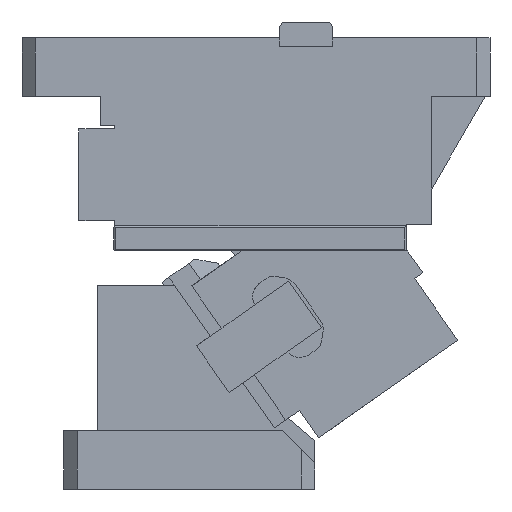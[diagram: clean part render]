
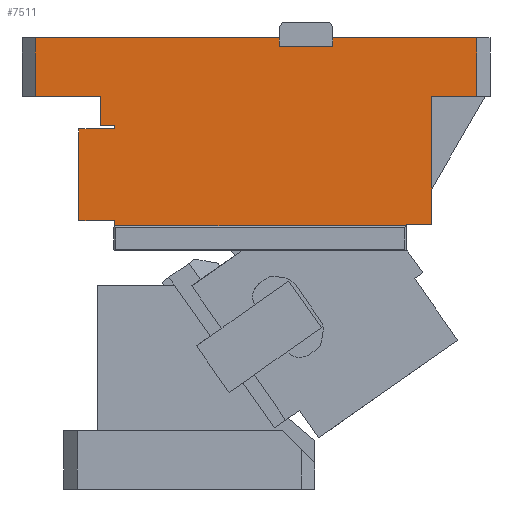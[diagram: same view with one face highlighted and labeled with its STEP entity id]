
A CAD part, front view. The second image highlights one B-rep face of the part: STEP entity #7511.
In plain terms, the highlighted planar face has unit normal (0, -1, 0).
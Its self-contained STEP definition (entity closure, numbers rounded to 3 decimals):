
#6764=CARTESIAN_POINT('Vertex',(129.,0.,270.)) ;
#6827=CARTESIAN_POINT('Vertex',(-17.071,0.,270.)) ;
#6830=CARTESIAN_POINT('Line Origine',(1.964,0.,270.)) ;
#6834=CARTESIAN_POINT('Vertex',(21.,0.,270.)) ;
#6837=CARTESIAN_POINT('Line Origine',(75.,0.,270.)) ;
#7328=CARTESIAN_POINT('Vertex',(-17.071,0.,235.)) ;
#7331=CARTESIAN_POINT('Line Origine',(-17.071,0.,252.5)) ;
#7343=CARTESIAN_POINT('Axis2P3D Location',(7.5,0.,223.)) ;
#7348=CARTESIAN_POINT('Line Origine',(212.5,0.,158.5)) ;
#7352=CARTESIAN_POINT('Vertex',(220.,0.,158.5)) ;
#7354=CARTESIAN_POINT('Vertex',(205.,0.,158.5)) ;
#7357=CARTESIAN_POINT('Line Origine',(220.,0.,196.75)) ;
#7361=CARTESIAN_POINT('Vertex',(220.,0.,235.)) ;
#7364=CARTESIAN_POINT('Line Origine',(233.536,0.,235.)) ;
#7368=CARTESIAN_POINT('Vertex',(247.071,0.,235.)) ;
#7371=CARTESIAN_POINT('Line Origine',(247.071,0.,252.5)) ;
#7375=CARTESIAN_POINT('Vertex',(247.071,0.,270.)) ;
#7378=CARTESIAN_POINT('Line Origine',(235.536,0.,270.)) ;
#7382=CARTESIAN_POINT('Vertex',(224.,0.,270.)) ;
#7385=CARTESIAN_POINT('Line Origine',(192.5,0.,270.)) ;
#7389=CARTESIAN_POINT('Vertex',(161.,0.,270.)) ;
#7392=CARTESIAN_POINT('Line Origine',(161.,0.,267.5)) ;
#7396=CARTESIAN_POINT('Vertex',(161.,0.,265.)) ;
#7399=CARTESIAN_POINT('Line Origine',(145.,0.,265.)) ;
#7403=CARTESIAN_POINT('Vertex',(129.,0.,265.)) ;
#7406=CARTESIAN_POINT('Line Origine',(129.,0.,267.5)) ;
#7411=CARTESIAN_POINT('Line Origine',(2.464,0.,235.)) ;
#7415=CARTESIAN_POINT('Vertex',(22.,0.,235.)) ;
#7418=CARTESIAN_POINT('Line Origine',(22.,0.,226.25)) ;
#7422=CARTESIAN_POINT('Vertex',(22.,0.,217.5)) ;
#7425=CARTESIAN_POINT('Line Origine',(26.,0.,217.5)) ;
#7429=CARTESIAN_POINT('Vertex',(30.,0.,217.5)) ;
#7432=CARTESIAN_POINT('Line Origine',(30.25,0.,217.5)) ;
#7436=CARTESIAN_POINT('Vertex',(30.5,0.,217.5)) ;
#7439=CARTESIAN_POINT('Line Origine',(30.5,0.,216.5)) ;
#7443=CARTESIAN_POINT('Vertex',(30.5,0.,215.5)) ;
#7446=CARTESIAN_POINT('Line Origine',(19.75,0.,215.5)) ;
#7450=CARTESIAN_POINT('Vertex',(9.,0.,215.5)) ;
#7453=CARTESIAN_POINT('Line Origine',(9.,0.,188.)) ;
#7457=CARTESIAN_POINT('Vertex',(9.,0.,160.5)) ;
#7460=CARTESIAN_POINT('Line Origine',(19.75,0.,160.5)) ;
#7464=CARTESIAN_POINT('Vertex',(30.5,0.,160.5)) ;
#7467=CARTESIAN_POINT('Line Origine',(30.5,0.,159.)) ;
#7471=CARTESIAN_POINT('Vertex',(30.5,0.,157.5)) ;
#7474=CARTESIAN_POINT('Line Origine',(117.75,0.,157.5)) ;
#7478=CARTESIAN_POINT('Vertex',(205.,0.,157.5)) ;
#7481=CARTESIAN_POINT('Line Origine',(205.,0.,158.)) ;
#6831=DIRECTION('Vector Direction',(1.,0.,0.)) ;
#6838=DIRECTION('Vector Direction',(1.,0.,0.)) ;
#7332=DIRECTION('Vector Direction',(0.,0.,1.)) ;
#7344=DIRECTION('Axis2P3D Direction',(0.,-1.,0.)) ;
#7345=DIRECTION('Axis2P3D XDirection',(0.,0.,-1.)) ;
#7349=DIRECTION('Vector Direction',(-1.,0.,0.)) ;
#7358=DIRECTION('Vector Direction',(0.,0.,-1.)) ;
#7365=DIRECTION('Vector Direction',(-1.,0.,0.)) ;
#7372=DIRECTION('Vector Direction',(0.,0.,-1.)) ;
#7379=DIRECTION('Vector Direction',(-1.,0.,0.)) ;
#7386=DIRECTION('Vector Direction',(-1.,0.,0.)) ;
#7393=DIRECTION('Vector Direction',(0.,0.,-1.)) ;
#7400=DIRECTION('Vector Direction',(-1.,0.,0.)) ;
#7407=DIRECTION('Vector Direction',(0.,0.,1.)) ;
#7412=DIRECTION('Vector Direction',(-1.,0.,0.)) ;
#7419=DIRECTION('Vector Direction',(0.,0.,-1.)) ;
#7426=DIRECTION('Vector Direction',(-1.,0.,0.)) ;
#7433=DIRECTION('Vector Direction',(-1.,0.,0.)) ;
#7440=DIRECTION('Vector Direction',(0.,0.,-1.)) ;
#7447=DIRECTION('Vector Direction',(-1.,0.,0.)) ;
#7454=DIRECTION('Vector Direction',(0.,0.,1.)) ;
#7461=DIRECTION('Vector Direction',(-1.,0.,0.)) ;
#7468=DIRECTION('Vector Direction',(0.,0.,-1.)) ;
#7475=DIRECTION('Vector Direction',(-1.,0.,0.)) ;
#7482=DIRECTION('Vector Direction',(0.,0.,1.)) ;
#7346=AXIS2_PLACEMENT_3D('Plane Axis2P3D',#7343,#7344,#7345) ;
#7487=ORIENTED_EDGE('',*,*,#7356,.F.) ;
#7488=ORIENTED_EDGE('',*,*,#7363,.F.) ;
#7489=ORIENTED_EDGE('',*,*,#7370,.F.) ;
#7490=ORIENTED_EDGE('',*,*,#7377,.F.) ;
#7491=ORIENTED_EDGE('',*,*,#7384,.T.) ;
#7492=ORIENTED_EDGE('',*,*,#7391,.T.) ;
#7493=ORIENTED_EDGE('',*,*,#7398,.T.) ;
#7494=ORIENTED_EDGE('',*,*,#7405,.T.) ;
#7495=ORIENTED_EDGE('',*,*,#7410,.T.) ;
#7496=ORIENTED_EDGE('',*,*,#6841,.F.) ;
#7497=ORIENTED_EDGE('',*,*,#6836,.F.) ;
#7498=ORIENTED_EDGE('',*,*,#7335,.T.) ;
#7499=ORIENTED_EDGE('',*,*,#7417,.T.) ;
#7500=ORIENTED_EDGE('',*,*,#7424,.T.) ;
#7501=ORIENTED_EDGE('',*,*,#7431,.F.) ;
#7502=ORIENTED_EDGE('',*,*,#7438,.F.) ;
#7503=ORIENTED_EDGE('',*,*,#7445,.T.) ;
#7504=ORIENTED_EDGE('',*,*,#7452,.T.) ;
#7505=ORIENTED_EDGE('',*,*,#7459,.T.) ;
#7506=ORIENTED_EDGE('',*,*,#7466,.F.) ;
#7507=ORIENTED_EDGE('',*,*,#7473,.T.) ;
#7508=ORIENTED_EDGE('',*,*,#7480,.F.) ;
#7509=ORIENTED_EDGE('',*,*,#7485,.T.) ;
#6832=VECTOR('Line Direction',#6831,1.) ;
#6839=VECTOR('Line Direction',#6838,1.) ;
#7333=VECTOR('Line Direction',#7332,1.) ;
#7350=VECTOR('Line Direction',#7349,1.) ;
#7359=VECTOR('Line Direction',#7358,1.) ;
#7366=VECTOR('Line Direction',#7365,1.) ;
#7373=VECTOR('Line Direction',#7372,1.) ;
#7380=VECTOR('Line Direction',#7379,1.) ;
#7387=VECTOR('Line Direction',#7386,1.) ;
#7394=VECTOR('Line Direction',#7393,1.) ;
#7401=VECTOR('Line Direction',#7400,1.) ;
#7408=VECTOR('Line Direction',#7407,1.) ;
#7413=VECTOR('Line Direction',#7412,1.) ;
#7420=VECTOR('Line Direction',#7419,1.) ;
#7427=VECTOR('Line Direction',#7426,1.) ;
#7434=VECTOR('Line Direction',#7433,1.) ;
#7441=VECTOR('Line Direction',#7440,1.) ;
#7448=VECTOR('Line Direction',#7447,1.) ;
#7455=VECTOR('Line Direction',#7454,1.) ;
#7462=VECTOR('Line Direction',#7461,1.) ;
#7469=VECTOR('Line Direction',#7468,1.) ;
#7476=VECTOR('Line Direction',#7475,1.) ;
#7483=VECTOR('Line Direction',#7482,1.) ;
#7511=ADVANCED_FACE('CAM HOLDER',(#7510),#7347,.T.) ;
#6836=EDGE_CURVE('',#6828,#6835,#6833,.T.) ;
#6841=EDGE_CURVE('',#6835,#6765,#6840,.T.) ;
#7335=EDGE_CURVE('',#6828,#7329,#7334,.F.) ;
#7356=EDGE_CURVE('',#7353,#7355,#7351,.T.) ;
#7363=EDGE_CURVE('',#7362,#7353,#7360,.T.) ;
#7370=EDGE_CURVE('',#7369,#7362,#7367,.T.) ;
#7377=EDGE_CURVE('',#7376,#7369,#7374,.T.) ;
#7384=EDGE_CURVE('',#7376,#7383,#7381,.T.) ;
#7391=EDGE_CURVE('',#7383,#7390,#7388,.T.) ;
#7398=EDGE_CURVE('',#7390,#7397,#7395,.T.) ;
#7405=EDGE_CURVE('',#7397,#7404,#7402,.T.) ;
#7410=EDGE_CURVE('',#7404,#6765,#7409,.T.) ;
#7417=EDGE_CURVE('',#7329,#7416,#7414,.F.) ;
#7424=EDGE_CURVE('',#7416,#7423,#7421,.T.) ;
#7431=EDGE_CURVE('',#7430,#7423,#7428,.T.) ;
#7438=EDGE_CURVE('',#7437,#7430,#7435,.T.) ;
#7445=EDGE_CURVE('',#7437,#7444,#7442,.T.) ;
#7452=EDGE_CURVE('',#7444,#7451,#7449,.T.) ;
#7459=EDGE_CURVE('',#7451,#7458,#7456,.F.) ;
#7466=EDGE_CURVE('',#7465,#7458,#7463,.T.) ;
#7473=EDGE_CURVE('',#7465,#7472,#7470,.T.) ;
#7480=EDGE_CURVE('',#7479,#7472,#7477,.T.) ;
#7485=EDGE_CURVE('',#7479,#7355,#7484,.T.) ;
#7486=EDGE_LOOP('',(#7487,#7488,#7489,#7490,#7491,#7492,#7493,#7494,#7495,#7496,#7497,#7498,#7499,#7500,#7501,#7502,#7503,#7504,#7505,#7506,#7507,#7508,#7509)) ;
#7510=FACE_OUTER_BOUND('',#7486,.T.) ;
#6833=LINE('Line',#6830,#6832) ;
#6840=LINE('Line',#6837,#6839) ;
#7334=LINE('Line',#7331,#7333) ;
#7351=LINE('Line',#7348,#7350) ;
#7360=LINE('Line',#7357,#7359) ;
#7367=LINE('Line',#7364,#7366) ;
#7374=LINE('Line',#7371,#7373) ;
#7381=LINE('Line',#7378,#7380) ;
#7388=LINE('Line',#7385,#7387) ;
#7395=LINE('Line',#7392,#7394) ;
#7402=LINE('Line',#7399,#7401) ;
#7409=LINE('Line',#7406,#7408) ;
#7414=LINE('Line',#7411,#7413) ;
#7421=LINE('Line',#7418,#7420) ;
#7428=LINE('Line',#7425,#7427) ;
#7435=LINE('Line',#7432,#7434) ;
#7442=LINE('Line',#7439,#7441) ;
#7449=LINE('Line',#7446,#7448) ;
#7456=LINE('Line',#7453,#7455) ;
#7463=LINE('Line',#7460,#7462) ;
#7470=LINE('Line',#7467,#7469) ;
#7477=LINE('Line',#7474,#7476) ;
#7484=LINE('Line',#7481,#7483) ;
#7347=PLANE('Plane',#7346) ;
#6765=VERTEX_POINT('',#6764) ;
#6828=VERTEX_POINT('',#6827) ;
#6835=VERTEX_POINT('',#6834) ;
#7329=VERTEX_POINT('',#7328) ;
#7353=VERTEX_POINT('',#7352) ;
#7355=VERTEX_POINT('',#7354) ;
#7362=VERTEX_POINT('',#7361) ;
#7369=VERTEX_POINT('',#7368) ;
#7376=VERTEX_POINT('',#7375) ;
#7383=VERTEX_POINT('',#7382) ;
#7390=VERTEX_POINT('',#7389) ;
#7397=VERTEX_POINT('',#7396) ;
#7404=VERTEX_POINT('',#7403) ;
#7416=VERTEX_POINT('',#7415) ;
#7423=VERTEX_POINT('',#7422) ;
#7430=VERTEX_POINT('',#7429) ;
#7437=VERTEX_POINT('',#7436) ;
#7444=VERTEX_POINT('',#7443) ;
#7451=VERTEX_POINT('',#7450) ;
#7458=VERTEX_POINT('',#7457) ;
#7465=VERTEX_POINT('',#7464) ;
#7472=VERTEX_POINT('',#7471) ;
#7479=VERTEX_POINT('',#7478) ;
